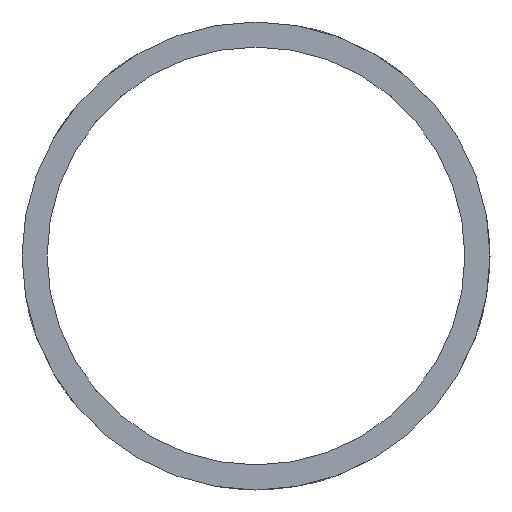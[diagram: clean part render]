
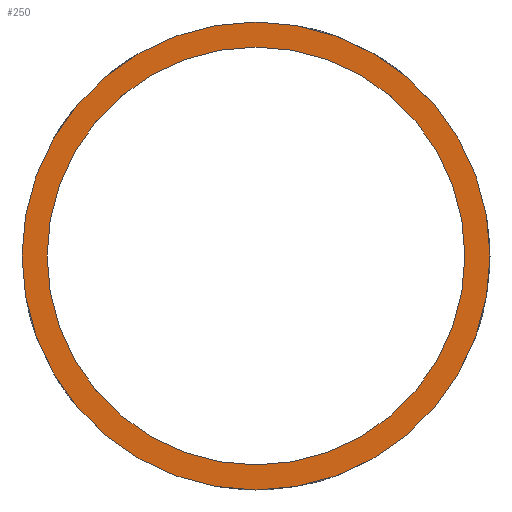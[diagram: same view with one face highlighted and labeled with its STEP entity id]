
A CAD part, left-side view. The second image highlights one B-rep face of the part: STEP entity #250.
In plain terms, the highlighted planar face has unit normal (-1, 0, 0).
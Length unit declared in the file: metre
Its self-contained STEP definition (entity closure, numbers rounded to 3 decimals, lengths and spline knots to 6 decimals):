
#52=ORIENTED_EDGE('',*,*,#100,.T.);
#53=ORIENTED_EDGE('',*,*,#101,.F.);
#100=EDGE_CURVE('',#124,#124,#148,.T.);
#101=EDGE_CURVE('',#125,#125,#149,.T.);
#124=VERTEX_POINT('',#336);
#125=VERTEX_POINT('',#338);
#148=CIRCLE('',#278,0.022225);
#149=CIRCLE('',#279,0.019844);
#152=EDGE_LOOP('',(#52));
#153=EDGE_LOOP('',(#53));
#200=FACE_BOUND('',#152,.T.);
#201=FACE_BOUND('',#153,.T.);
#248=PLANE('',#277);
#250=ADVANCED_FACE('',(#200,#201),#248,.T.);
#277=AXIS2_PLACEMENT_3D('',#334,#297,#298);
#278=AXIS2_PLACEMENT_3D('',#335,#299,#300);
#279=AXIS2_PLACEMENT_3D('',#337,#301,#302);
#297=DIRECTION('',(-1.,0.,0.));
#298=DIRECTION('',(0.,0.,1.));
#299=DIRECTION('',(-1.,0.,0.));
#300=DIRECTION('',(0.,1.,0.));
#301=DIRECTION('',(-1.,0.,0.));
#302=DIRECTION('',(0.,1.,0.));
#334=CARTESIAN_POINT('',(-0.351992,-0.174542,0.122498));
#335=CARTESIAN_POINT('',(-0.351992,-0.176801,0.0335));
#336=CARTESIAN_POINT('',(-0.351992,-0.154576,0.0335));
#337=CARTESIAN_POINT('',(-0.351992,-0.176801,0.0335));
#338=CARTESIAN_POINT('',(-0.351992,-0.156957,0.0335));
